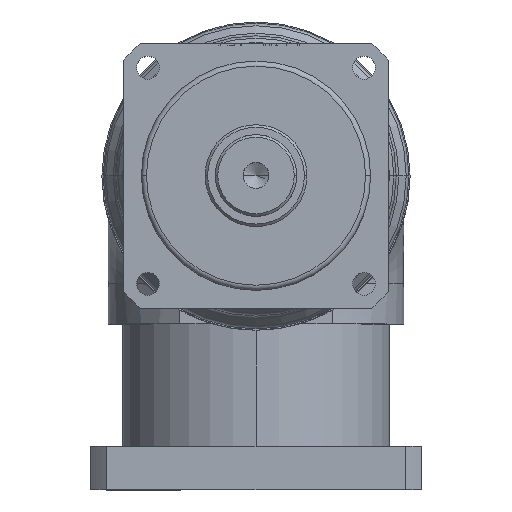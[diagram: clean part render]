
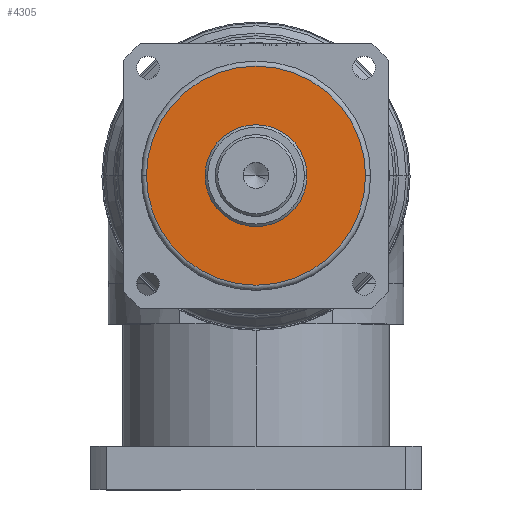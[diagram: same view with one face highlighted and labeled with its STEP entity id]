
A CAD part, top view. The second image highlights one B-rep face of the part: STEP entity #4305.
In plain terms, the highlighted planar face has unit normal (0, 0, 1).
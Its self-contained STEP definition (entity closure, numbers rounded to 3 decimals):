
#39 = AXIS2_PLACEMENT_3D ( 'NONE', #6021, #14477, #7244 ) ;
#149 = CARTESIAN_POINT ( 'NONE',  ( 0., 0., 95.7 ) ) ;
#450 = EDGE_LOOP ( 'NONE', ( #8675, #1745 ) ) ;
#565 = DIRECTION ( 'NONE',  ( 0., 0., 1. ) ) ;
#852 = AXIS2_PLACEMENT_3D ( 'NONE', #149, #8613, #1349 ) ;
#1175 = CIRCLE ( 'NONE', #11915, 43. ) ;
#1349 = DIRECTION ( 'NONE',  ( 1., 0., 0. ) ) ;
#1399 = VERTEX_POINT ( 'NONE', #6143 ) ;
#1745 = ORIENTED_EDGE ( 'NONE', *, *, #5605, .F. ) ;
#2668 = CARTESIAN_POINT ( 'NONE',  ( 43., 0., 95.7 ) ) ;
#2949 = DIRECTION ( 'NONE',  ( 0., 0., 1. ) ) ;
#3521 = ORIENTED_EDGE ( 'NONE', *, *, #4417, .T. ) ;
#3712 = CIRCLE ( 'NONE', #39, 43. ) ;
#3885 = EDGE_CURVE ( 'NONE', #8041, #15393, #10145, .T. ) ;
#4305 = ADVANCED_FACE ( 'NONE', ( #15234, #9162 ), #13861, .T. ) ;
#4417 = EDGE_CURVE ( 'NONE', #1399, #9163, #1175, .T. ) ;
#5605 = EDGE_CURVE ( 'NONE', #15393, #8041, #10827, .T. ) ;
#5749 = CARTESIAN_POINT ( 'NONE',  ( 0., 0., 95.7 ) ) ;
#6021 = CARTESIAN_POINT ( 'NONE',  ( 0., 0., 95.7 ) ) ;
#6143 = CARTESIAN_POINT ( 'NONE',  ( -43., 0., 95.7 ) ) ;
#6968 = DIRECTION ( 'NONE',  ( 1., 0., 0. ) ) ;
#7244 = DIRECTION ( 'NONE',  ( 1., 0., 0. ) ) ;
#7821 = CARTESIAN_POINT ( 'NONE',  ( 0., 0., 95.7 ) ) ;
#8041 = VERTEX_POINT ( 'NONE', #13993 ) ;
#8072 = EDGE_LOOP ( 'NONE', ( #9253, #3521 ) ) ;
#8613 = DIRECTION ( 'NONE',  ( 0., 0., 1. ) ) ;
#8675 = ORIENTED_EDGE ( 'NONE', *, *, #3885, .F. ) ;
#9046 = DIRECTION ( 'NONE',  ( 1., 0., 0. ) ) ;
#9162 = FACE_BOUND ( 'NONE', #450, .T. ) ;
#9163 = VERTEX_POINT ( 'NONE', #2668 ) ;
#9253 = ORIENTED_EDGE ( 'NONE', *, *, #14310, .T. ) ;
#9492 = AXIS2_PLACEMENT_3D ( 'NONE', #12650, #2949, #15100 ) ;
#10145 = CIRCLE ( 'NONE', #852, 20. ) ;
#10241 = AXIS2_PLACEMENT_3D ( 'NONE', #7821, #565, #9046 ) ;
#10827 = CIRCLE ( 'NONE', #10241, 20. ) ;
#11915 = AXIS2_PLACEMENT_3D ( 'NONE', #5749, #14210, #6968 ) ;
#12123 = CARTESIAN_POINT ( 'NONE',  ( -20., 0., 95.7 ) ) ;
#12650 = CARTESIAN_POINT ( 'NONE',  ( 0., 0., 95.7 ) ) ;
#13861 = PLANE ( 'NONE',  #9492 ) ;
#13993 = CARTESIAN_POINT ( 'NONE',  ( 20., 0., 95.7 ) ) ;
#14210 = DIRECTION ( 'NONE',  ( 0., 0., 1. ) ) ;
#14310 = EDGE_CURVE ( 'NONE', #9163, #1399, #3712, .T. ) ;
#14477 = DIRECTION ( 'NONE',  ( 0., 0., 1. ) ) ;
#15100 = DIRECTION ( 'NONE',  ( 1., 0., 0. ) ) ;
#15234 = FACE_OUTER_BOUND ( 'NONE', #8072, .T. ) ;
#15393 = VERTEX_POINT ( 'NONE', #12123 ) ;
